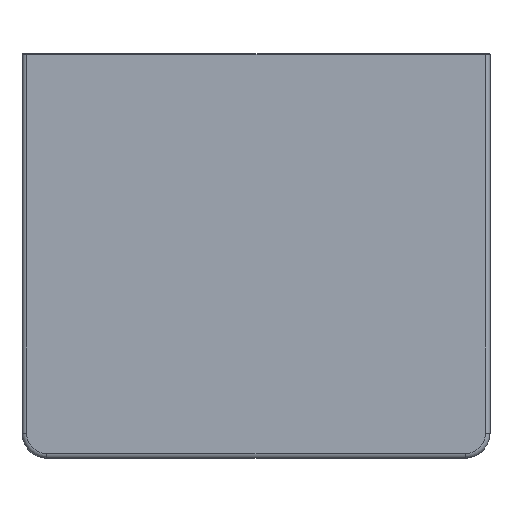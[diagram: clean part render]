
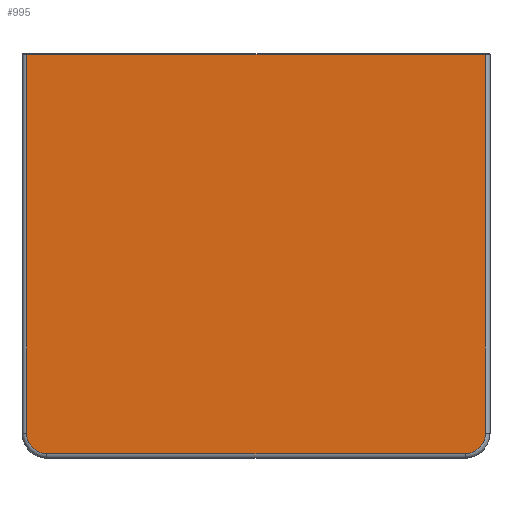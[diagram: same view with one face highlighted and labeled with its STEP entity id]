
A CAD part, top view. The second image highlights one B-rep face of the part: STEP entity #995.
In plain terms, the highlighted planar face has unit normal (0, 0, 1).
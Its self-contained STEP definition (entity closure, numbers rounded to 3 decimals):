
#388=CARTESIAN_POINT('',(18768.679,-1268.515,1039.0));
#389=VERTEX_POINT('',#388);
#421=CARTESIAN_POINT('',(18364.679,-1268.515,1039.0));
#422=VERTEX_POINT('',#421);
#429=CARTESIAN_POINT('',(18364.679,-1268.515,1039.0));
#430=DIRECTION('',(1.0,0.0,0.0));
#431=VECTOR('',#430,404.0);
#432=LINE('',#429,#431);
#433=EDGE_CURVE('',#422,#389,#432,.T.);
#779=CARTESIAN_POINT('',(18364.679,-1602.015,1039.0));
#780=VERTEX_POINT('',#779);
#788=CARTESIAN_POINT('',(18364.679,-1602.015,1039.0));
#789=DIRECTION('',(0.0,1.0,0.0));
#790=VECTOR('',#789,333.5);
#791=LINE('',#788,#790);
#792=EDGE_CURVE('',#780,#422,#791,.T.);
#804=CARTESIAN_POINT('',(18382.679,-1620.015,1039.0));
#805=VERTEX_POINT('',#804);
#813=CARTESIAN_POINT('',(18382.679,-1602.015,1039.0));
#814=DIRECTION('',(0.0,0.0,-1.0));
#815=DIRECTION('',(-1.0,0.,0.0));
#816=AXIS2_PLACEMENT_3D('',#813,#814,#815);
#817=CIRCLE('',#816,18.);
#818=EDGE_CURVE('',#805,#780,#817,.T.);
#838=CARTESIAN_POINT('',(18750.679,-1620.015,1039.0));
#839=VERTEX_POINT('',#838);
#847=CARTESIAN_POINT('',(18750.679,-1620.015,1039.0));
#848=DIRECTION('',(-1.0,0.0,0.0));
#849=VECTOR('',#848,368.0);
#850=LINE('',#847,#849);
#851=EDGE_CURVE('',#839,#805,#850,.T.);
#870=CARTESIAN_POINT('',(18768.679,-1602.015,1039.0));
#871=VERTEX_POINT('',#870);
#879=CARTESIAN_POINT('',(18750.679,-1602.015,1039.0));
#880=DIRECTION('',(0.0,0.0,-1.0));
#881=DIRECTION('',(0.,-1.0,0.0));
#882=AXIS2_PLACEMENT_3D('',#879,#880,#881);
#883=CIRCLE('',#882,18.);
#884=EDGE_CURVE('',#871,#839,#883,.T.);
#903=CARTESIAN_POINT('',(18768.679,-1268.515,1039.0));
#904=DIRECTION('',(0.0,-1.0,0.0));
#905=VECTOR('',#904,333.5);
#906=LINE('',#903,#905);
#907=EDGE_CURVE('',#389,#871,#906,.T.);
#982=CARTESIAN_POINT('',(18566.679,-1620.016,1039.0));
#983=DIRECTION('',(0.0,0.0,1.0));
#984=DIRECTION('',(1.0,0.0,0.0));
#985=AXIS2_PLACEMENT_3D('',#982,#983,#984);
#986=PLANE('',#985);
#987=ORIENTED_EDGE('',*,*,#433,.F.);
#988=ORIENTED_EDGE('',*,*,#792,.F.);
#989=ORIENTED_EDGE('',*,*,#818,.F.);
#990=ORIENTED_EDGE('',*,*,#851,.F.);
#991=ORIENTED_EDGE('',*,*,#884,.F.);
#992=ORIENTED_EDGE('',*,*,#907,.F.);
#993=EDGE_LOOP('',(#987,#988,#989,#990,#991,#992));
#994=FACE_OUTER_BOUND('',#993,.T.);
#995=ADVANCED_FACE('',(#994),#986,.T.);
